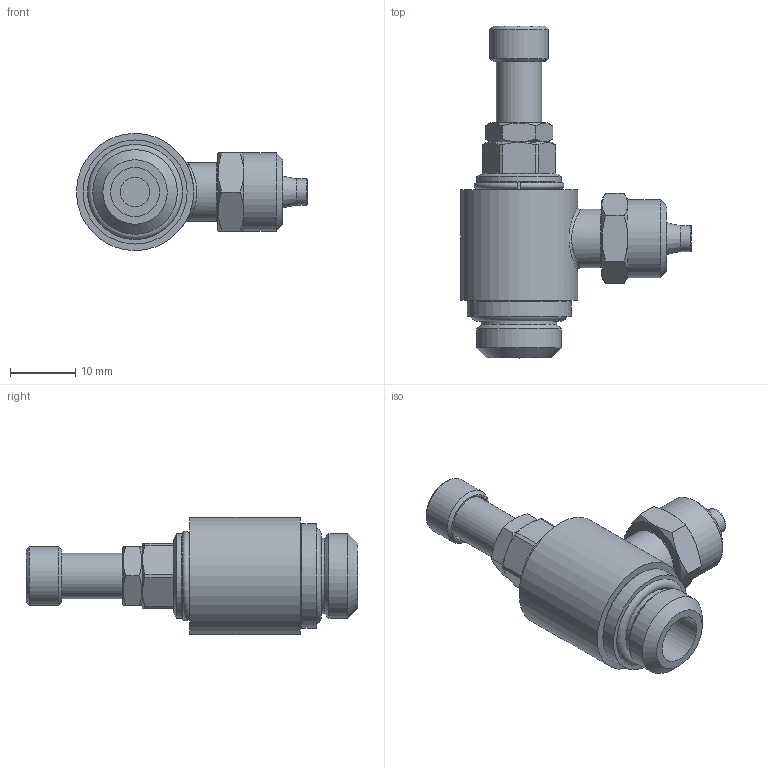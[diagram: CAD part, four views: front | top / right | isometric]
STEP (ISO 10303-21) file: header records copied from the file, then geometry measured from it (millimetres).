
FILE_DESCRIPTION( ( 'STEP AP214' ), '1' );
FILE_NAME( '04320V32.stp', '2021-04-20T07:29:58', ( 'License CC BY-ND 4.0' ), ( 'CADENAS' ), ' ', 'PARTsolutions', ' ' );
FILE_SCHEMA( ( 'AUTOMOTIVE_DESIGN { 1 0 10303 214 1 1 1 1 }' ) );
Length unit declared in the file: metre
Products named in the file (3): 04320V32; NONE
Assembly tree (2 placements, depth 2):
  04320V32
    NONE
    NONE
Bounding box: 35.5 x 51.01 x 18 mm (x, y, z)
Volume: 8353.1 mm3; surface area: 3694.9 mm2
Topology: 2 solids, 2 shells, 93 faces, 200 edges, 126 vertices
Faces by surface type: plane 43, cylinder 23, cone 21, torus 4, bspline 2
Full cylindrical faces by diameter (mm): 3 x1, 4 x1, 4.5 x1, 5 x1, 6.15 x1, 7 x1, 7.5 x1, 9 x2, 11.6 x1, 11.95 x1, 12 x1, 13 x1, 13.05 x2, 16 x1, 18 x1
Entity records: 3812 total; most frequent: CARTESIAN_POINT 1234, DIRECTION 364, ORIENTED_EDGE 314, AXIS2_PLACEMENT_3D 167, EDGE_CURVE 157, EDGE_LOOP 144, VERTEX_POINT 119, FACE_OUTER_BOUND 114
